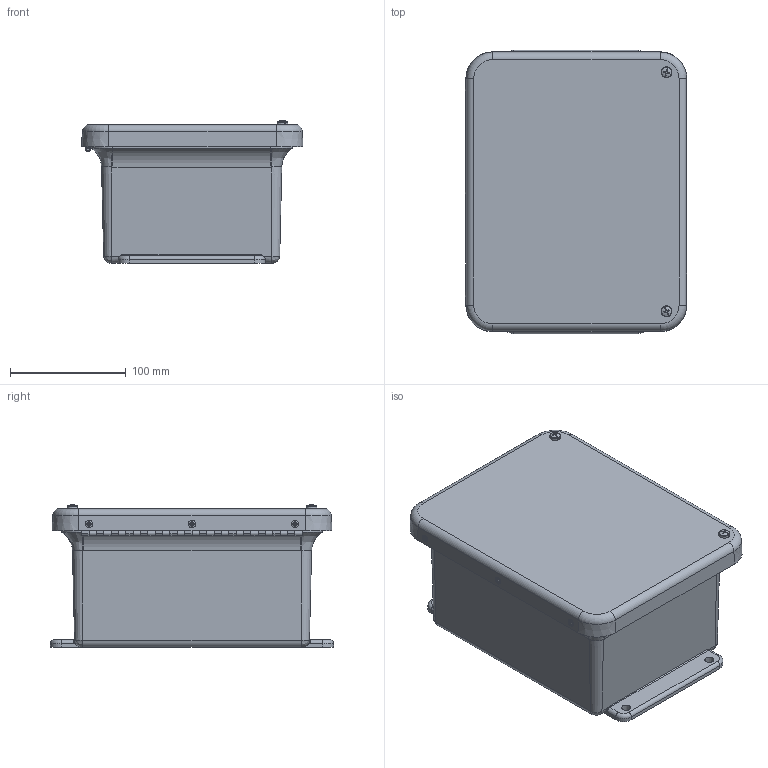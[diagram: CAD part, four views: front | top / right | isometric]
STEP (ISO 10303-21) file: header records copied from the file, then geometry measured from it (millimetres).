
FILE_DESCRIPTION(/* description */ (''),/* implementation_level */ '2;1');
FILE_NAME(/* name */ 'HW-J80604CHSC.stp',/* time_stamp */ '2014-03-17T06:49:51-05:00',/* author */ ('pmescher'),/* organization */ (''),/* preprocessor_version */ 'ST-DEVELOPER v15.2',/* originating_system */ 'Autodesk Inventor 2014',/* authorisation */ '');
FILE_SCHEMA (('AUTOMOTIVE_DESIGN { 1 0 10303 214 3 1 1 }'));
Length unit declared in the file: inch
Products named in the file (18): J806HW_2; RMINS45821P_247; RMINS45821P_248; RMINS45821P_249; RMINS45821P_250; RMINS45821P_251; RMINS45821P_252; J806BHW; RMHINGCOV7.5; RMHINGPIN7.5; RMHINGBOX7.5; RMHING7.5(J806); J806HWCVR; GASKET_806; WP806HWU; RMSC10X063PHCPH; RMRIV43; J806HW_STP
Bounding box: 191.64 x 244.47 x 123.09 mm (x, y, z)
Volume: 739079.4 mm3; surface area: 389625.5 mm2
Topology: 20 solids, 20 shells, 702 faces, 1742 edges, 1102 vertices
Faces by surface type: cylinder 267, plane 228, cone 127, torus 44, bspline 32, sphere 4
Full cylindrical faces by diameter (mm): 2.159 x31, 3.175 x6, 3.327 x6, 3.556 x6, 3.683 x2, 3.861 x5, 3.962 x7, 3.967 x40, 4.826 x40, 5.537 x4, 6.35 x6, 6.858 x6
Entity records: 17805 total; most frequent: CARTESIAN_POINT 4270, DIRECTION 2950, ORIENTED_EDGE 2412, EDGE_CURVE 1206, AXIS2_PLACEMENT_3D 1194, EDGE_LOOP 846, VERTEX_POINT 846, CIRCLE 579
